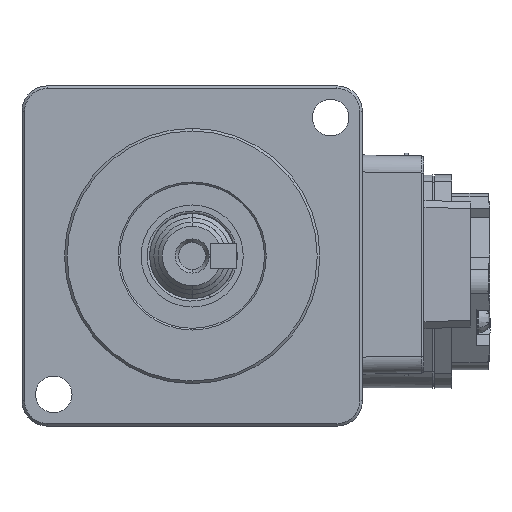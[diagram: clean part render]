
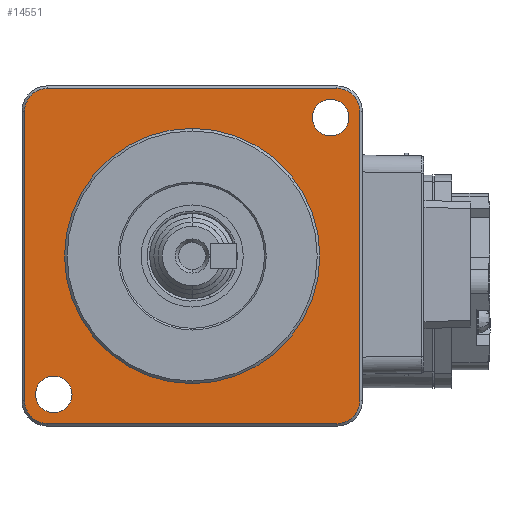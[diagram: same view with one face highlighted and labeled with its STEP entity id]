
A CAD part, left-side view. The second image highlights one B-rep face of the part: STEP entity #14551.
In plain terms, the highlighted planar face has unit normal (-1, 0, 0).
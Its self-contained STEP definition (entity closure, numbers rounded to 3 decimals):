
#408 = ORIENTED_EDGE ( 'NONE', *, *, #26514, .F. ) ;
#730 = FACE_BOUND ( 'NONE', #12512, .T. ) ;
#958 = CARTESIAN_POINT ( 'NONE',  ( 0., -0.3, -37. ) ) ;
#996 = EDGE_LOOP ( 'NONE', ( #408, #2920 ) ) ;
#1090 = CIRCLE ( 'NONE', #1795, 2.7 ) ;
#1101 = CARTESIAN_POINT ( 'NONE',  ( 0., -3., -0.3 ) ) ;
#1172 = CARTESIAN_POINT ( 'NONE',  ( 0., -3., -0.3 ) ) ;
#1474 = DIRECTION ( 'NONE',  ( -1., 0., 0. ) ) ;
#1720 = LINE ( 'NONE', #25287, #28877 ) ;
#1795 = AXIS2_PLACEMENT_3D ( 'NONE', #4890, #2554, #4589 ) ;
#2331 = VECTOR ( 'NONE', #17022, 1000. ) ;
#2381 = DIRECTION ( 'NONE',  ( 0., 0., 1. ) ) ;
#2385 = EDGE_CURVE ( 'NONE', #22120, #22639, #22079, .T. ) ;
#2408 = DIRECTION ( 'NONE',  ( 0., 0., 1. ) ) ;
#2493 = CARTESIAN_POINT ( 'NONE',  ( 0., -20., -35. ) ) ;
#2554 = DIRECTION ( 'NONE',  ( -1., 0., 0. ) ) ;
#2601 = EDGE_CURVE ( 'NONE', #22639, #21551, #28678, .T. ) ;
#2674 = CARTESIAN_POINT ( 'NONE',  ( 0., -20., -20. ) ) ;
#2809 = CARTESIAN_POINT ( 'NONE',  ( 0., -20., -20. ) ) ;
#2920 = ORIENTED_EDGE ( 'NONE', *, *, #10068, .F. ) ;
#2921 = CARTESIAN_POINT ( 'NONE',  ( 0., -37., -39.7 ) ) ;
#3193 = DIRECTION ( 'NONE',  ( 0., 0., 1. ) ) ;
#3701 = EDGE_CURVE ( 'NONE', #19120, #15555, #5990, .T. ) ;
#3743 = AXIS2_PLACEMENT_3D ( 'NONE', #26396, #15169, #6297 ) ;
#4244 = DIRECTION ( 'NONE',  ( -1., 0., 0. ) ) ;
#4589 = DIRECTION ( 'NONE',  ( 0., 0., 1. ) ) ;
#4890 = CARTESIAN_POINT ( 'NONE',  ( 0., -3., -3. ) ) ;
#4924 = DIRECTION ( 'NONE',  ( 0., 0., 1. ) ) ;
#5146 = PLANE ( 'NONE',  #16150 ) ;
#5752 = ORIENTED_EDGE ( 'NONE', *, *, #18696, .T. ) ;
#5990 = CIRCLE ( 'NONE', #9414, 2.7 ) ;
#6089 = ORIENTED_EDGE ( 'NONE', *, *, #24984, .F. ) ;
#6124 = EDGE_CURVE ( 'NONE', #16301, #22120, #1720, .T. ) ;
#6297 = DIRECTION ( 'NONE',  ( 0., 0., 1. ) ) ;
#6383 = CARTESIAN_POINT ( 'NONE',  ( 0., -37., -3. ) ) ;
#7279 = CARTESIAN_POINT ( 'NONE',  ( 0., -37., -39.7 ) ) ;
#7455 = ORIENTED_EDGE ( 'NONE', *, *, #17728, .T. ) ;
#7705 = DIRECTION ( 'NONE',  ( -1., 0., 0. ) ) ;
#8010 = EDGE_CURVE ( 'NONE', #21332, #9244, #11805, .T. ) ;
#8696 = EDGE_CURVE ( 'NONE', #15555, #25811, #14242, .T. ) ;
#8844 = EDGE_CURVE ( 'NONE', #9244, #21332, #15249, .T. ) ;
#9062 = DIRECTION ( 'NONE',  ( -1., 0., 0. ) ) ;
#9244 = VERTEX_POINT ( 'NONE', #27099 ) ;
#9414 = AXIS2_PLACEMENT_3D ( 'NONE', #6383, #28830, #11138 ) ;
#9464 = FACE_OUTER_BOUND ( 'NONE', #14927, .T. ) ;
#9723 = CARTESIAN_POINT ( 'NONE',  ( 0., -39.7, -3. ) ) ;
#9941 = DIRECTION ( 'NONE',  ( 0., 0., 1. ) ) ;
#10068 = EDGE_CURVE ( 'NONE', #18416, #19034, #22449, .T. ) ;
#11138 = DIRECTION ( 'NONE',  ( 0., 0., 1. ) ) ;
#11267 = DIRECTION ( 'NONE',  ( 0., 0., 1. ) ) ;
#11759 = CIRCLE ( 'NONE', #28723, 15. ) ;
#11805 = CIRCLE ( 'NONE', #17490, 2.15 ) ;
#12398 = CARTESIAN_POINT ( 'NONE',  ( 0., -20., -20. ) ) ;
#12512 = EDGE_LOOP ( 'NONE', ( #13192, #6089 ) ) ;
#12610 = FACE_BOUND ( 'NONE', #996, .T. ) ;
#13192 = ORIENTED_EDGE ( 'NONE', *, *, #14857, .F. ) ;
#14242 = LINE ( 'NONE', #1172, #2331 ) ;
#14551 = ADVANCED_FACE ( 'NONE', ( #9464, #12610, #730, #17784 ), #5146, .T. ) ;
#14857 = EDGE_CURVE ( 'NONE', #15540, #17558, #25758, .T. ) ;
#14927 = EDGE_LOOP ( 'NONE', ( #17913, #19110, #28073, #15587, #25385, #22707, #5752, #7455 ) ) ;
#15169 = DIRECTION ( 'NONE',  ( -1., 0., 0. ) ) ;
#15249 = CIRCLE ( 'NONE', #21787, 2.15 ) ;
#15265 = DIRECTION ( 'NONE',  ( -1., 0., 0. ) ) ;
#15305 = AXIS2_PLACEMENT_3D ( 'NONE', #12398, #7705, #9941 ) ;
#15455 = DIRECTION ( 'NONE',  ( 0., 0., 1. ) ) ;
#15479 = DIRECTION ( 'NONE',  ( -1., 0., 0. ) ) ;
#15540 = VERTEX_POINT ( 'NONE', #17229 ) ;
#15555 = VERTEX_POINT ( 'NONE', #21414 ) ;
#15587 = ORIENTED_EDGE ( 'NONE', *, *, #6124, .T. ) ;
#15757 = VERTEX_POINT ( 'NONE', #27603 ) ;
#16150 = AXIS2_PLACEMENT_3D ( 'NONE', #2809, #23055, #3193 ) ;
#16301 = VERTEX_POINT ( 'NONE', #27465 ) ;
#17022 = DIRECTION ( 'NONE',  ( 0., 1., 0. ) ) ;
#17229 = CARTESIAN_POINT ( 'NONE',  ( 0., -3.737, -34.113 ) ) ;
#17387 = ORIENTED_EDGE ( 'NONE', *, *, #8844, .F. ) ;
#17490 = AXIS2_PLACEMENT_3D ( 'NONE', #19355, #1474, #23828 ) ;
#17558 = VERTEX_POINT ( 'NONE', #21342 ) ;
#17595 = CARTESIAN_POINT ( 'NONE',  ( 0., -36.263, -3.737 ) ) ;
#17728 = EDGE_CURVE ( 'NONE', #15757, #19120, #25526, .T. ) ;
#17784 = FACE_BOUND ( 'NONE', #20512, .T. ) ;
#17788 = CARTESIAN_POINT ( 'NONE',  ( 0., -3.737, -36.263 ) ) ;
#17905 = ORIENTED_EDGE ( 'NONE', *, *, #8010, .F. ) ;
#17913 = ORIENTED_EDGE ( 'NONE', *, *, #3701, .T. ) ;
#18263 = DIRECTION ( 'NONE',  ( 0., -1., 0. ) ) ;
#18416 = VERTEX_POINT ( 'NONE', #19140 ) ;
#18696 = EDGE_CURVE ( 'NONE', #21551, #15757, #21676, .T. ) ;
#18781 = DIRECTION ( 'NONE',  ( 0., 0., -1. ) ) ;
#19034 = VERTEX_POINT ( 'NONE', #2493 ) ;
#19110 = ORIENTED_EDGE ( 'NONE', *, *, #8696, .T. ) ;
#19120 = VERTEX_POINT ( 'NONE', #9723 ) ;
#19140 = CARTESIAN_POINT ( 'NONE',  ( 0., -20., -5. ) ) ;
#19193 = AXIS2_PLACEMENT_3D ( 'NONE', #22364, #9062, #2408 ) ;
#19355 = CARTESIAN_POINT ( 'NONE',  ( 0., -36.263, -3.737 ) ) ;
#19571 = EDGE_CURVE ( 'NONE', #25811, #16301, #1090, .T. ) ;
#19950 = VECTOR ( 'NONE', #18263, 1000. ) ;
#20512 = EDGE_LOOP ( 'NONE', ( #17905, #17387 ) ) ;
#21332 = VERTEX_POINT ( 'NONE', #23915 ) ;
#21342 = CARTESIAN_POINT ( 'NONE',  ( 0., -3.737, -38.413 ) ) ;
#21414 = CARTESIAN_POINT ( 'NONE',  ( 0., -37., -0.3 ) ) ;
#21551 = VERTEX_POINT ( 'NONE', #7279 ) ;
#21624 = DIRECTION ( 'NONE',  ( 0., 0., 1. ) ) ;
#21676 = CIRCLE ( 'NONE', #24709, 2.7 ) ;
#21787 = AXIS2_PLACEMENT_3D ( 'NONE', #17595, #4244, #2381 ) ;
#21918 = CIRCLE ( 'NONE', #19193, 2.15 ) ;
#22079 = CIRCLE ( 'NONE', #3743, 2.7 ) ;
#22120 = VERTEX_POINT ( 'NONE', #958 ) ;
#22364 = CARTESIAN_POINT ( 'NONE',  ( 0., -3.737, -36.263 ) ) ;
#22449 = CIRCLE ( 'NONE', #15305, 15. ) ;
#22638 = DIRECTION ( 'NONE',  ( -1., 0., 0. ) ) ;
#22639 = VERTEX_POINT ( 'NONE', #26964 ) ;
#22707 = ORIENTED_EDGE ( 'NONE', *, *, #2601, .T. ) ;
#22735 = VECTOR ( 'NONE', #21624, 1000. ) ;
#23055 = DIRECTION ( 'NONE',  ( -1., 0., 0. ) ) ;
#23828 = DIRECTION ( 'NONE',  ( 0., 0., 1. ) ) ;
#23864 = CARTESIAN_POINT ( 'NONE',  ( 0., -39.7, -3. ) ) ;
#23915 = CARTESIAN_POINT ( 'NONE',  ( 0., -36.263, -1.587 ) ) ;
#24709 = AXIS2_PLACEMENT_3D ( 'NONE', #26488, #15265, #15455 ) ;
#24984 = EDGE_CURVE ( 'NONE', #17558, #15540, #21918, .T. ) ;
#25287 = CARTESIAN_POINT ( 'NONE',  ( 0., -0.3, -37. ) ) ;
#25385 = ORIENTED_EDGE ( 'NONE', *, *, #2385, .T. ) ;
#25526 = LINE ( 'NONE', #23864, #22735 ) ;
#25758 = CIRCLE ( 'NONE', #28047, 2.15 ) ;
#25811 = VERTEX_POINT ( 'NONE', #1101 ) ;
#26396 = CARTESIAN_POINT ( 'NONE',  ( 0., -3., -37. ) ) ;
#26488 = CARTESIAN_POINT ( 'NONE',  ( 0., -37., -37. ) ) ;
#26514 = EDGE_CURVE ( 'NONE', #19034, #18416, #11759, .T. ) ;
#26964 = CARTESIAN_POINT ( 'NONE',  ( 0., -3., -39.7 ) ) ;
#27099 = CARTESIAN_POINT ( 'NONE',  ( 0., -36.263, -5.887 ) ) ;
#27465 = CARTESIAN_POINT ( 'NONE',  ( 0., -0.3, -3. ) ) ;
#27603 = CARTESIAN_POINT ( 'NONE',  ( 0., -39.7, -37. ) ) ;
#28047 = AXIS2_PLACEMENT_3D ( 'NONE', #17788, #15479, #11267 ) ;
#28073 = ORIENTED_EDGE ( 'NONE', *, *, #19571, .T. ) ;
#28678 = LINE ( 'NONE', #2921, #19950 ) ;
#28723 = AXIS2_PLACEMENT_3D ( 'NONE', #2674, #22638, #4924 ) ;
#28830 = DIRECTION ( 'NONE',  ( -1., 0., 0. ) ) ;
#28877 = VECTOR ( 'NONE', #18781, 1000. ) ;
